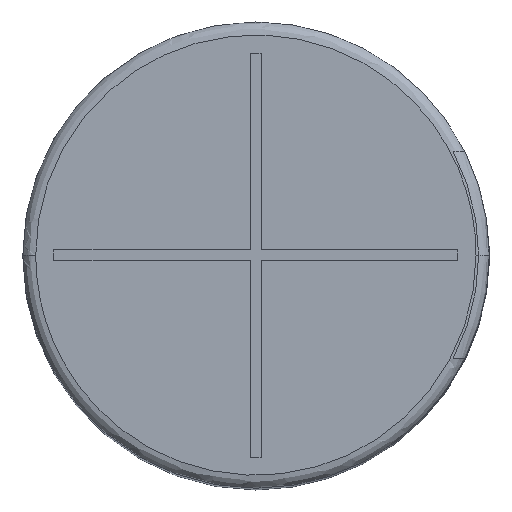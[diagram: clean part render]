
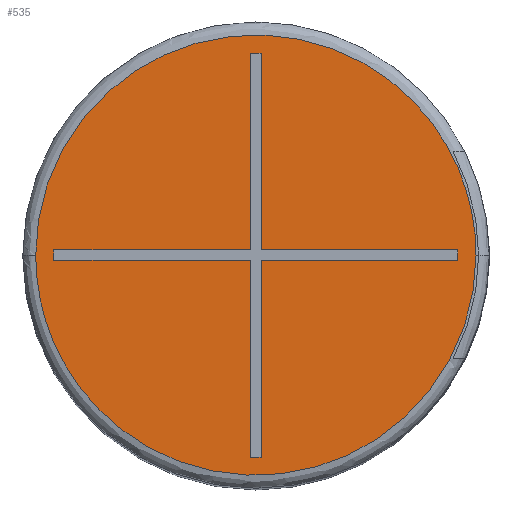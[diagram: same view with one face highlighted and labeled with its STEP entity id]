
A CAD part, top view. The second image highlights one B-rep face of the part: STEP entity #535.
In plain terms, the highlighted planar face has unit normal (0, 0, 1).
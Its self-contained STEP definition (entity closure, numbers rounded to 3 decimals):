
#7 = ORIENTED_EDGE ( 'NONE', *, *, #2538, .F. ) ;
#22 = EDGE_CURVE ( 'NONE', #547, #210, #2383, .T. ) ;
#125 = VERTEX_POINT ( 'NONE', #4384 ) ;
#133 = ORIENTED_EDGE ( 'NONE', *, *, #3749, .F. ) ;
#146 = DIRECTION ( 'NONE',  ( -1., 0., 0. ) ) ;
#150 = DIRECTION ( 'NONE',  ( 1., 0., 0. ) ) ;
#210 = VERTEX_POINT ( 'NONE', #2162 ) ;
#242 = VERTEX_POINT ( 'NONE', #1165 ) ;
#248 = FACE_BOUND ( 'NONE', #1009, .T. ) ;
#268 = FACE_OUTER_BOUND ( 'NONE', #2761, .T. ) ;
#273 = VECTOR ( 'NONE', #405, 1000. ) ;
#286 = VECTOR ( 'NONE', #3543, 1000. ) ;
#291 = EDGE_CURVE ( 'NONE', #1056, #2844, #1142, .T. ) ;
#405 = DIRECTION ( 'NONE',  ( 0., 1., 0. ) ) ;
#413 = ORIENTED_EDGE ( 'NONE', *, *, #1709, .F. ) ;
#474 = CARTESIAN_POINT ( 'NONE',  ( 0.2, 0.2, 40. ) ) ;
#477 = LINE ( 'NONE', #3198, #1633 ) ;
#486 = CARTESIAN_POINT ( 'NONE',  ( 0.2, -7.8, 40. ) ) ;
#535 = ADVANCED_FACE ( 'NONE', ( #248, #268 ), #2015, .F. ) ;
#547 = VERTEX_POINT ( 'NONE', #2775 ) ;
#551 = ORIENTED_EDGE ( 'NONE', *, *, #3236, .F. ) ;
#570 = VECTOR ( 'NONE', #3655, 1000. ) ;
#584 = LINE ( 'NONE', #1267, #570 ) ;
#599 = DIRECTION ( 'NONE',  ( 1., 0., 0. ) ) ;
#610 = VECTOR ( 'NONE', #1438, 1000. ) ;
#653 = DIRECTION ( 'NONE',  ( 0., 1., 0. ) ) ;
#658 = CARTESIAN_POINT ( 'NONE',  ( -0.2, 0., 40. ) ) ;
#666 = CARTESIAN_POINT ( 'NONE',  ( -7.8, -0.2, 40. ) ) ;
#770 = LINE ( 'NONE', #2102, #3544 ) ;
#773 = EDGE_CURVE ( 'NONE', #125, #2210, #1874, .T. ) ;
#832 = CARTESIAN_POINT ( 'NONE',  ( -8.5, -17., 40. ) ) ;
#857 = CARTESIAN_POINT ( 'NONE',  ( -8.5, 0., 40. ) ) ;
#993 = EDGE_CURVE ( 'NONE', #2301, #1056, #2110, .T. ) ;
#1009 = EDGE_LOOP ( 'NONE', ( #2439, #3458, #2341, #551, #3168, #413, #3207, #2137, #1083, #133, #3424, #7 ) ) ;
#1038 = CARTESIAN_POINT ( 'NONE',  ( 0.2, -0.2, 40. ) ) ;
#1056 = VERTEX_POINT ( 'NONE', #1038 ) ;
#1083 = ORIENTED_EDGE ( 'NONE', *, *, #4306, .F. ) ;
#1142 = LINE ( 'NONE', #2521, #3789 ) ;
#1165 = CARTESIAN_POINT ( 'NONE',  ( -0.2, -7.8, 40. ) ) ;
#1201 = LINE ( 'NONE', #1226, #286 ) ;
#1226 = CARTESIAN_POINT ( 'NONE',  ( -0.2, 0., 40. ) ) ;
#1267 = CARTESIAN_POINT ( 'NONE',  ( 0., 7.8, 40. ) ) ;
#1286 = DIRECTION ( 'NONE',  ( 0., 0., -1. ) ) ;
#1324 = EDGE_CURVE ( 'NONE', #210, #3044, #3296, .T. ) ;
#1329 = CARTESIAN_POINT ( 'NONE',  ( 0., 0., 40. ) ) ;
#1365 = CARTESIAN_POINT ( 'NONE',  ( 7.8, 0., 40. ) ) ;
#1397 = VERTEX_POINT ( 'NONE', #474 ) ;
#1435 = EDGE_CURVE ( 'NONE', #3399, #1397, #1967, .T. ) ;
#1438 = DIRECTION ( 'NONE',  ( 0., 1., 0. ) ) ;
#1459 = CARTESIAN_POINT ( 'NONE',  ( 8.5, -17., 40. ) ) ;
#1501 = LINE ( 'NONE', #4002, #2003 ) ;
#1532 = CARTESIAN_POINT ( 'NONE',  ( 8.5, 0., 40. ) ) ;
#1633 = VECTOR ( 'NONE', #150, 1000. ) ;
#1667 = VERTEX_POINT ( 'NONE', #2146 ) ;
#1709 = EDGE_CURVE ( 'NONE', #3044, #3376, #770, .T. ) ;
#1731 = CARTESIAN_POINT ( 'NONE',  ( 8.5, 0., 40. ) ) ;
#1874 =( BOUNDED_CURVE ( )  B_SPLINE_CURVE ( 3, ( #2587, #4228, #2228, #3920 ),
 .UNSPECIFIED., .F., .T. ) 
 B_SPLINE_CURVE_WITH_KNOTS ( ( 4, 4 ),
 ( 0.5, 1. ),
 .UNSPECIFIED. ) 
 CURVE ( )  GEOMETRIC_REPRESENTATION_ITEM ( )  RATIONAL_B_SPLINE_CURVE ( ( 1., 0.333, 0.333, 1. ) ) 
 REPRESENTATION_ITEM ( '' )  );
#1927 = VECTOR ( 'NONE', #4039, 1000. ) ;
#1967 = LINE ( 'NONE', #3363, #1927 ) ;
#1976 = CARTESIAN_POINT ( 'NONE',  ( 0.2, 7.8, 40. ) ) ;
#1989 = DIRECTION ( 'NONE',  ( 0., 1., 0. ) ) ;
#2003 = VECTOR ( 'NONE', #599, 1000. ) ;
#2015 = PLANE ( 'NONE',  #3050 ) ;
#2053 = VECTOR ( 'NONE', #3380, 1000. ) ;
#2102 = CARTESIAN_POINT ( 'NONE',  ( -7.8, 0., 40. ) ) ;
#2110 = LINE ( 'NONE', #3473, #273 ) ;
#2137 = ORIENTED_EDGE ( 'NONE', *, *, #22, .F. ) ;
#2140 = LINE ( 'NONE', #1365, #610 ) ;
#2146 = CARTESIAN_POINT ( 'NONE',  ( -0.2, -0.2, 40. ) ) ;
#2162 = CARTESIAN_POINT ( 'NONE',  ( -0.2, 0.2, 40. ) ) ;
#2210 = VERTEX_POINT ( 'NONE', #1532 ) ;
#2228 = CARTESIAN_POINT ( 'NONE',  ( 8.5, 17., 40. ) ) ;
#2282 =( BOUNDED_CURVE ( )  B_SPLINE_CURVE ( 3, ( #1731, #1459, #832, #857 ),
 .UNSPECIFIED., .F., .T. ) 
 B_SPLINE_CURVE_WITH_KNOTS ( ( 4, 4 ),
 ( 0., 0.5 ),
 .UNSPECIFIED. ) 
 CURVE ( )  GEOMETRIC_REPRESENTATION_ITEM ( )  RATIONAL_B_SPLINE_CURVE ( ( 1., 0.333, 0.333, 1. ) ) 
 REPRESENTATION_ITEM ( '' )  );
#2283 = ORIENTED_EDGE ( 'NONE', *, *, #3915, .F. ) ;
#2301 = VERTEX_POINT ( 'NONE', #486 ) ;
#2341 = ORIENTED_EDGE ( 'NONE', *, *, #4175, .F. ) ;
#2383 = LINE ( 'NONE', #658, #2053 ) ;
#2395 = CARTESIAN_POINT ( 'NONE',  ( 0.2, 0., 40. ) ) ;
#2405 = CARTESIAN_POINT ( 'NONE',  ( 7.8, 0.2, 40. ) ) ;
#2439 = ORIENTED_EDGE ( 'NONE', *, *, #291, .F. ) ;
#2486 = CARTESIAN_POINT ( 'NONE',  ( 0., 0.2, 40. ) ) ;
#2521 = CARTESIAN_POINT ( 'NONE',  ( 0., -0.2, 40. ) ) ;
#2538 = EDGE_CURVE ( 'NONE', #2844, #3399, #2140, .T. ) ;
#2563 = DIRECTION ( 'NONE',  ( 1., 0., 0. ) ) ;
#2587 = CARTESIAN_POINT ( 'NONE',  ( -8.5, 0., 40. ) ) ;
#2663 = VECTOR ( 'NONE', #653, 1000. ) ;
#2717 = VECTOR ( 'NONE', #146, 1000. ) ;
#2743 = VERTEX_POINT ( 'NONE', #1976 ) ;
#2761 = EDGE_LOOP ( 'NONE', ( #2283, #3786 ) ) ;
#2775 = CARTESIAN_POINT ( 'NONE',  ( -0.2, 7.8, 40. ) ) ;
#2844 = VERTEX_POINT ( 'NONE', #3375 ) ;
#3044 = VERTEX_POINT ( 'NONE', #3407 ) ;
#3050 = AXIS2_PLACEMENT_3D ( 'NONE', #1329, #1286, #1989 ) ;
#3168 = ORIENTED_EDGE ( 'NONE', *, *, #4170, .F. ) ;
#3198 = CARTESIAN_POINT ( 'NONE',  ( 0., -0.2, 40. ) ) ;
#3207 = ORIENTED_EDGE ( 'NONE', *, *, #1324, .F. ) ;
#3236 = EDGE_CURVE ( 'NONE', #1667, #242, #1201, .T. ) ;
#3296 = LINE ( 'NONE', #2486, #2717 ) ;
#3363 = CARTESIAN_POINT ( 'NONE',  ( 0., 0.2, 40. ) ) ;
#3375 = CARTESIAN_POINT ( 'NONE',  ( 7.8, -0.2, 40. ) ) ;
#3376 = VERTEX_POINT ( 'NONE', #666 ) ;
#3380 = DIRECTION ( 'NONE',  ( 0., -1., 0. ) ) ;
#3399 = VERTEX_POINT ( 'NONE', #2405 ) ;
#3407 = CARTESIAN_POINT ( 'NONE',  ( -7.8, 0.2, 40. ) ) ;
#3424 = ORIENTED_EDGE ( 'NONE', *, *, #1435, .F. ) ;
#3458 = ORIENTED_EDGE ( 'NONE', *, *, #993, .F. ) ;
#3473 = CARTESIAN_POINT ( 'NONE',  ( 0.2, 0., 40. ) ) ;
#3495 = DIRECTION ( 'NONE',  ( 0., -1., 0. ) ) ;
#3543 = DIRECTION ( 'NONE',  ( 0., -1., 0. ) ) ;
#3544 = VECTOR ( 'NONE', #3495, 1000. ) ;
#3655 = DIRECTION ( 'NONE',  ( -1., 0., 0. ) ) ;
#3749 = EDGE_CURVE ( 'NONE', #1397, #2743, #4326, .T. ) ;
#3786 = ORIENTED_EDGE ( 'NONE', *, *, #773, .F. ) ;
#3789 = VECTOR ( 'NONE', #2563, 1000. ) ;
#3915 = EDGE_CURVE ( 'NONE', #2210, #125, #2282, .T. ) ;
#3920 = CARTESIAN_POINT ( 'NONE',  ( 8.5, 0., 40. ) ) ;
#4002 = CARTESIAN_POINT ( 'NONE',  ( 0., -7.8, 40. ) ) ;
#4039 = DIRECTION ( 'NONE',  ( -1., 0., 0. ) ) ;
#4170 = EDGE_CURVE ( 'NONE', #3376, #1667, #477, .T. ) ;
#4175 = EDGE_CURVE ( 'NONE', #242, #2301, #1501, .T. ) ;
#4228 = CARTESIAN_POINT ( 'NONE',  ( -8.5, 17., 40. ) ) ;
#4306 = EDGE_CURVE ( 'NONE', #2743, #547, #584, .T. ) ;
#4326 = LINE ( 'NONE', #2395, #2663 ) ;
#4384 = CARTESIAN_POINT ( 'NONE',  ( -8.5, 0., 40. ) ) ;
